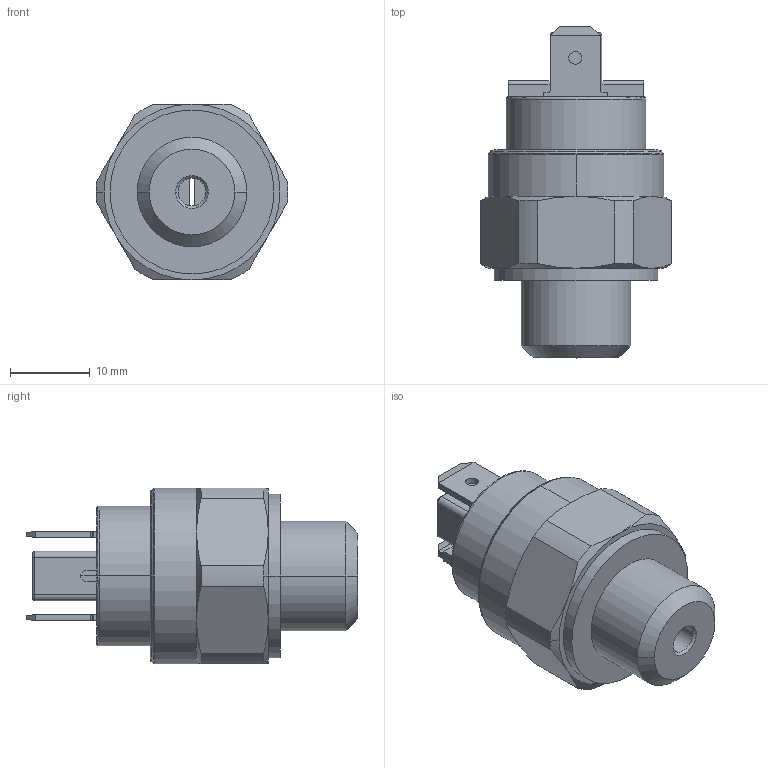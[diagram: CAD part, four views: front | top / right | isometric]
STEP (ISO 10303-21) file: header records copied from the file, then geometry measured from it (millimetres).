
FILE_DESCRIPTION (( 'STEP AP214' ), '1' );
FILE_NAME ('25D.STEP', '2020-02-07T15:50:15', ( '' ), ( '' ), 'SwSTEP 2.0', 'SolidWorks 2019', '' );
FILE_SCHEMA (( 'AUTOMOTIVE_DESIGN' ));
Length unit declared in the file: millimetre
Products named in the file (1): 25D
Bounding box: 24 x 41.5 x 22 mm (x, y, z)
Surface area: 4059 mm2 (no closed solid volume)
Topology: 0 solids, 6 shells, 176 faces, 540 edges, 376 vertices
Faces by surface type: plane 78, cylinder 52, cone 32, torus 14
Entity records: 8094 total; most frequent: CARTESIAN_POINT 1245, DIRECTION 1064, ORIENTED_EDGE 940, EDGE_CURVE 540, AXIS2_PLACEMENT_3D 379, VERTEX_POINT 376, VECTOR 306, LINE 306
